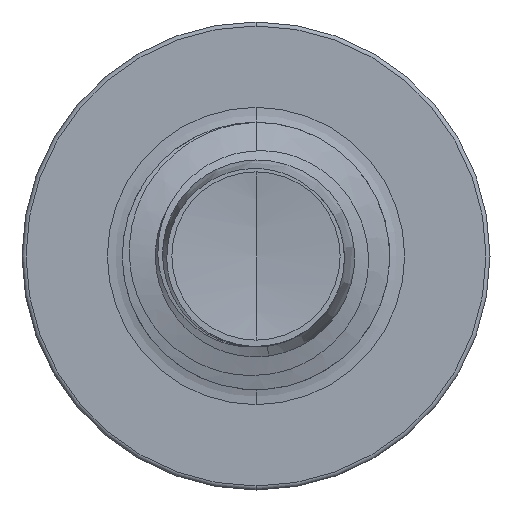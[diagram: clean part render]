
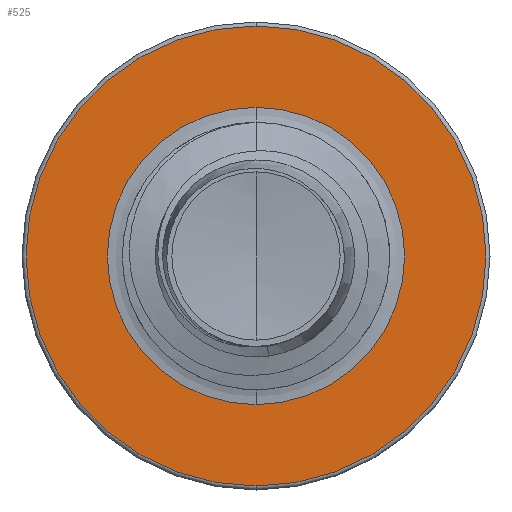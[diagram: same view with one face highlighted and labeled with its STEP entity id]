
A CAD part, front view. The second image highlights one B-rep face of the part: STEP entity #525.
In plain terms, the highlighted planar face has unit normal (0, -1, 0).
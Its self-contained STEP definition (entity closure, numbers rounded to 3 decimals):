
#15 = AXIS2_PLACEMENT_3D ( 'NONE', #6114, #6080, #6067 ) ;
#173 = ORIENTED_EDGE ( 'NONE', *, *, #8357, .T. ) ;
#525 = ADVANCED_FACE ( 'NONE', ( #4791, #1888 ), #6091, .F. ) ;
#543 = CARTESIAN_POINT ( 'NONE',  ( 0., 2., -1.72 ) ) ;
#1104 = CARTESIAN_POINT ( 'NONE',  ( 0., 2., 1.72 ) ) ;
#1354 = CIRCLE ( 'NONE', #10098, 1.72 ) ;
#1578 = EDGE_CURVE ( 'NONE', #8383, #6667, #4314, .T. ) ;
#1613 = EDGE_CURVE ( 'NONE', #4022, #8527, #1354, .T. ) ;
#1888 = FACE_BOUND ( 'NONE', #9945, .T. ) ;
#2710 = ORIENTED_EDGE ( 'NONE', *, *, #1613, .F. ) ;
#3201 = EDGE_CURVE ( 'NONE', #8527, #4022, #9157, .T. ) ;
#3428 = DIRECTION ( 'NONE',  ( 0., 1., 0. ) ) ;
#4022 = VERTEX_POINT ( 'NONE', #543 ) ;
#4167 = DIRECTION ( 'NONE',  ( 0., 1., 0. ) ) ;
#4314 = CIRCLE ( 'NONE', #8609, 1.112 ) ;
#4791 = FACE_OUTER_BOUND ( 'NONE', #10281, .T. ) ;
#5100 = DIRECTION ( 'NONE',  ( 0., 1., 0. ) ) ;
#5269 = AXIS2_PLACEMENT_3D ( 'NONE', #8801, #3428, #9561 ) ;
#5925 = CARTESIAN_POINT ( 'NONE',  ( 0., 2., 0. ) ) ;
#6067 = DIRECTION ( 'NONE',  ( 0., 0., 1. ) ) ;
#6080 = DIRECTION ( 'NONE',  ( 0., 1., 0. ) ) ;
#6091 = PLANE ( 'NONE',  #15 ) ;
#6114 = CARTESIAN_POINT ( 'NONE',  ( 0., 2., -1.112 ) ) ;
#6325 = CIRCLE ( 'NONE', #11312, 1.112 ) ;
#6667 = VERTEX_POINT ( 'NONE', #8605 ) ;
#6807 = DIRECTION ( 'NONE',  ( 0., 0., 1. ) ) ;
#7631 = ORIENTED_EDGE ( 'NONE', *, *, #1578, .T. ) ;
#7657 = CARTESIAN_POINT ( 'NONE',  ( 0., 2., 1.112 ) ) ;
#8357 = EDGE_CURVE ( 'NONE', #6667, #8383, #6325, .T. ) ;
#8383 = VERTEX_POINT ( 'NONE', #7657 ) ;
#8527 = VERTEX_POINT ( 'NONE', #1104 ) ;
#8605 = CARTESIAN_POINT ( 'NONE',  ( 0., 2., -1.112 ) ) ;
#8609 = AXIS2_PLACEMENT_3D ( 'NONE', #5925, #11531, #6807 ) ;
#8801 = CARTESIAN_POINT ( 'NONE',  ( 0., 2., 0. ) ) ;
#9157 = CIRCLE ( 'NONE', #5269, 1.72 ) ;
#9343 = CARTESIAN_POINT ( 'NONE',  ( 0., 2., 0. ) ) ;
#9561 = DIRECTION ( 'NONE',  ( 0., 0., 1. ) ) ;
#9945 = EDGE_LOOP ( 'NONE', ( #7631, #173 ) ) ;
#10018 = CARTESIAN_POINT ( 'NONE',  ( 0., 2., 0. ) ) ;
#10065 = DIRECTION ( 'NONE',  ( 0., 0., 1. ) ) ;
#10098 = AXIS2_PLACEMENT_3D ( 'NONE', #9343, #4167, #10065 ) ;
#10281 = EDGE_LOOP ( 'NONE', ( #11536, #2710 ) ) ;
#10792 = DIRECTION ( 'NONE',  ( 0., 0., 1. ) ) ;
#11312 = AXIS2_PLACEMENT_3D ( 'NONE', #10018, #5100, #10792 ) ;
#11531 = DIRECTION ( 'NONE',  ( 0., 1., 0. ) ) ;
#11536 = ORIENTED_EDGE ( 'NONE', *, *, #3201, .F. ) ;
